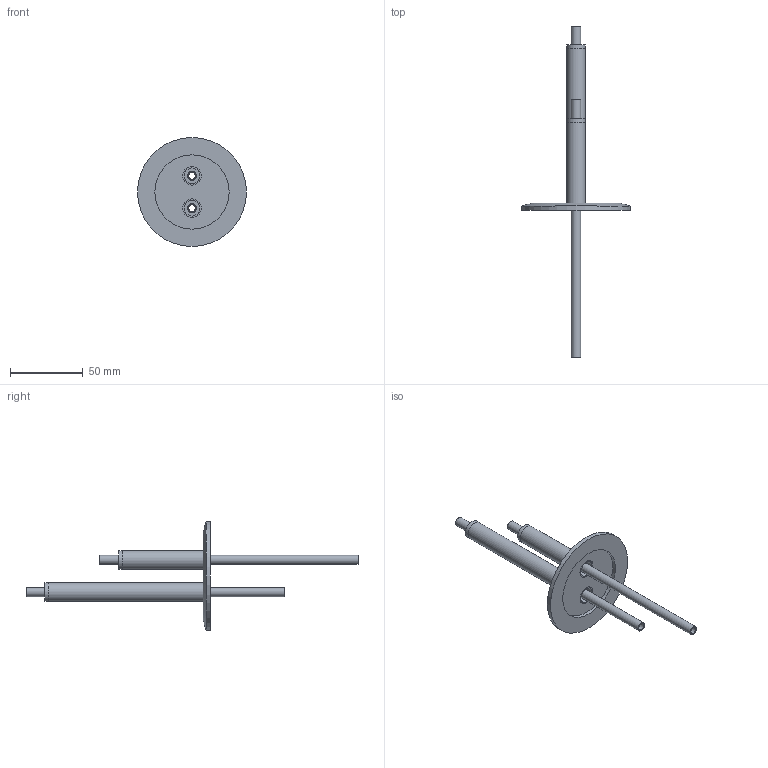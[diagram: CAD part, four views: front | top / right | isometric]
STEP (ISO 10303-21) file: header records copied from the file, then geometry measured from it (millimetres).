
FILE_DESCRIPTION(/* description */ (''),/* implementation_level */ '2;1');
FILE_NAME(/* name */ 'FL-LNF2-50KF.stp',/* time_stamp */ '2019-03-15T11:42:30+00:00',/* author */ ('paul'),/* organization */ (''),/* preprocessor_version */ 'ST-DEVELOPER v17.2',/* originating_system */ 'Autodesk Inventor 2019',/* authorisation */ '');
FILE_SCHEMA (('AUTOMOTIVE_DESIGN { 1 0 10303 214 3 1 1 }'));
Length unit declared in the file: millimetre
Products named in the file (8): FL-LNF2-50KF; tube assy for KF long; big tube long for KF; FL-50KF; tube assy for KF short; washer; big tube short for KF; small tube
Assembly tree (9 placements, depth 3):
  FL-LNF2-50KF
    tube assy for KF long
      washer
      big tube long for KF
      small tube
    FL-50KF
    tube assy for KF short
      washer
      big tube short for KF
      small tube
Bounding box: 75 x 228.6 x 75 mm (x, y, z)
Volume: 25940.1 mm3; surface area: 35643.8 mm2
Topology: 7 solids, 7 shells, 36 faces, 61 edges, 42 vertices
Faces by surface type: cylinder 18, plane 17, cone 1
Full cylindrical faces by diameter (mm): 4.76 x2, 6.35 x4, 10.9 x3, 10.922 x1, 12.7 x6, 51.2 x1, 75 x1
Entity records: 974 total; most frequent: DIRECTION 164, CARTESIAN_POINT 121, ORIENTED_EDGE 92, AXIS2_PLACEMENT_3D 75, EDGE_CURVE 46, EDGE_LOOP 40, CIRCLE 32, VERTEX_POINT 32
